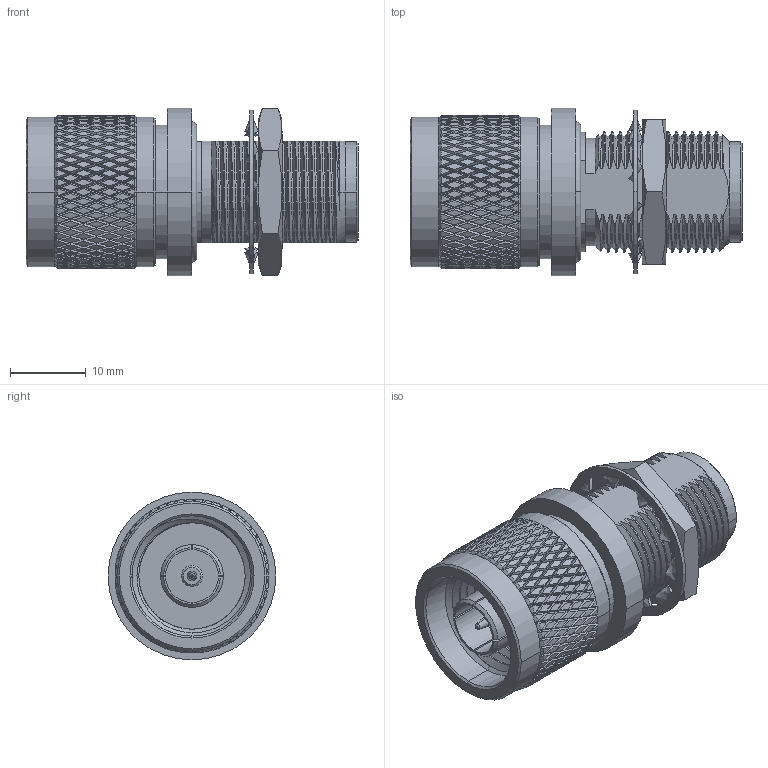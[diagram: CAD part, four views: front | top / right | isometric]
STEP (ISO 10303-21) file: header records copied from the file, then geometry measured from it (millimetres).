
FILE_DESCRIPTION (( 'STEP AP203' ), '1' );
FILE_NAME ('PE9595.step', '2018-06-13T21:12:39', ( '' ), ( '' ), 'SwSTEP 2.0', 'SolidWorks 2017', '' );
FILE_SCHEMA (( 'CONFIG_CONTROL_DESIGN' ));
Products named in the file (1): PE9595
Bounding box: 43.81 x 22.14 x 22.14 mm (x, y, z)
Volume: 8889.8 mm3; surface area: 6752.3 mm2
Topology: 4 solids, 4 shells, 2372 faces, 5262 edges, 2907 vertices
Faces by surface type: bspline 1777, cylinder 467, plane 67, cone 55, torus 6
Entity records: 150570 total; most frequent: CARTESIAN_POINT 117803, ORIENTED_EDGE 10524, EDGE_CURVE 5262, VERTEX_POINT 2907, EDGE_LOOP 2387, FACE_OUTER_BOUND 2372, ADVANCED_FACE 2372, B_SPLINE_CURVE_WITH_KNOTS 2252
